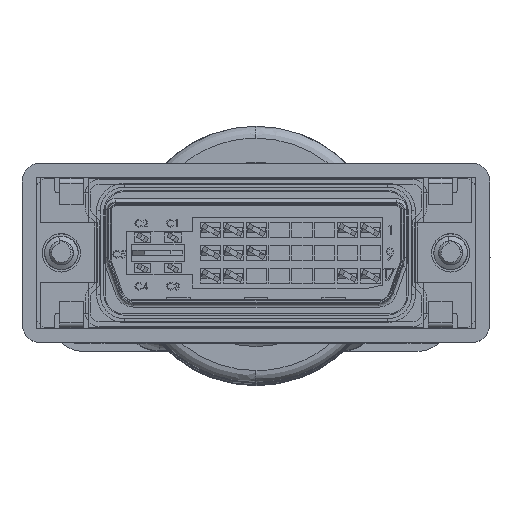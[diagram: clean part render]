
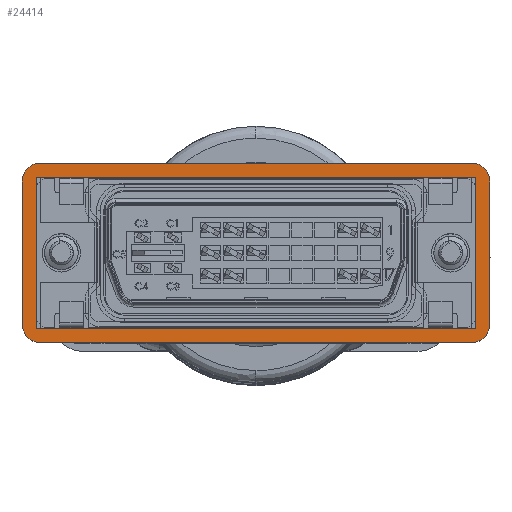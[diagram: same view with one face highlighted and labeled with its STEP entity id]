
A CAD part, top view. The second image highlights one B-rep face of the part: STEP entity #24414.
In plain terms, the highlighted face is planar.
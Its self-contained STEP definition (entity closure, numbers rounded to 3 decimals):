
#8998 = LINE ( 'NONE', #12131, #9003 ) ;
#9003 = VECTOR ( 'NONE', #12136, 1000. ) ;
#9012 = LINE ( 'NONE', #12151, #9021 ) ;
#9021 = VECTOR ( 'NONE', #12150, 1000. ) ;
#12131 = CARTESIAN_POINT ( 'NONE',  ( 19.5, -6.3, 0. ) ) ;
#12136 = DIRECTION ( 'NONE',  ( 1., 0., 0. ) ) ;
#12150 = DIRECTION ( 'NONE',  ( -1., 0., 0. ) ) ;
#12151 = CARTESIAN_POINT ( 'NONE',  ( 7., 6.3, 0. ) ) ;
#12828 = FACE_OUTER_BOUND ( 'NONE', #57333, .T. ) ;
#12830 = FACE_BOUND ( 'NONE', #57288, .T. ) ;
#16380 = DIRECTION ( 'NONE',  ( 0., 0., -1. ) ) ;
#16386 = CARTESIAN_POINT ( 'NONE',  ( 19.5, -7.5, 0. ) ) ;
#16390 = PLANE ( 'NONE',  #93986 ) ;
#16394 = DIRECTION ( 'NONE',  ( -1., 0., 0. ) ) ;
#24414 = ADVANCED_FACE ( 'NONE', ( #12828, #12830 ), #16390, .T. ) ;
#33913 = EDGE_CURVE ( 'NONE', #65657, #66248, #85952, .T. ) ;
#33919 = EDGE_CURVE ( 'NONE', #66250, #65680, #85954, .T. ) ;
#33923 = EDGE_CURVE ( 'NONE', #65594, #65595, #85962, .T. ) ;
#33928 = EDGE_CURVE ( 'NONE', #65595, #65762, #85966, .T. ) ;
#33934 = EDGE_CURVE ( 'NONE', #65762, #65771, #85971, .T. ) ;
#33936 = EDGE_CURVE ( 'NONE', #65771, #65681, #85973, .T. ) ;
#33943 = EDGE_CURVE ( 'NONE', #65681, #65850, #85978, .T. ) ;
#33945 = EDGE_CURVE ( 'NONE', #65850, #65859, #85980, .T. ) ;
#33951 = EDGE_CURVE ( 'NONE', #65859, #65845, #85985, .T. ) ;
#33953 = EDGE_CURVE ( 'NONE', #65845, #65594, #85987, .T. ) ;
#48693 = EDGE_CURVE ( 'NONE', #65680, #65657, #8998, .T. ) ;
#48713 = EDGE_CURVE ( 'NONE', #66248, #66250, #9012, .T. ) ;
#53479 = CARTESIAN_POINT ( 'NONE',  ( -18., 7.5, 0. ) ) ;
#53486 = CARTESIAN_POINT ( 'NONE',  ( 18., 7.5, 0. ) ) ;
#53518 = CARTESIAN_POINT ( 'NONE',  ( 18.35, -6.3, 0. ) ) ;
#53530 = CARTESIAN_POINT ( 'NONE',  ( -18.35, -6.3, 0. ) ) ;
#53531 = CARTESIAN_POINT ( 'NONE',  ( 18., -7.5, 0. ) ) ;
#53574 = CARTESIAN_POINT ( 'NONE',  ( 19.5, 6., 0. ) ) ;
#53579 = CARTESIAN_POINT ( 'NONE',  ( 19.5, -6., 0. ) ) ;
#53622 = CARTESIAN_POINT ( 'NONE',  ( -19.5, 6., 0. ) ) ;
#53625 = CARTESIAN_POINT ( 'NONE',  ( -18., -7.5, 0. ) ) ;
#53631 = CARTESIAN_POINT ( 'NONE',  ( -19.5, -6., 0. ) ) ;
#53844 = CARTESIAN_POINT ( 'NONE',  ( 18.35, 6.3, 0. ) ) ;
#53845 = CARTESIAN_POINT ( 'NONE',  ( -18.35, 6.3, 0. ) ) ;
#54882 = ORIENTED_EDGE ( 'NONE', *, *, #33951, .T. ) ;
#54883 = ORIENTED_EDGE ( 'NONE', *, *, #33953, .T. ) ;
#54884 = ORIENTED_EDGE ( 'NONE', *, *, #33923, .T. ) ;
#54885 = ORIENTED_EDGE ( 'NONE', *, *, #33928, .T. ) ;
#54886 = ORIENTED_EDGE ( 'NONE', *, *, #33934, .T. ) ;
#54887 = ORIENTED_EDGE ( 'NONE', *, *, #33936, .T. ) ;
#54888 = ORIENTED_EDGE ( 'NONE', *, *, #33943, .T. ) ;
#54889 = ORIENTED_EDGE ( 'NONE', *, *, #33945, .T. ) ;
#54890 = ORIENTED_EDGE ( 'NONE', *, *, #33919, .T. ) ;
#54891 = ORIENTED_EDGE ( 'NONE', *, *, #48693, .T. ) ;
#54892 = ORIENTED_EDGE ( 'NONE', *, *, #33913, .T. ) ;
#54893 = ORIENTED_EDGE ( 'NONE', *, *, #48713, .T. ) ;
#57288 = EDGE_LOOP ( 'NONE', ( #54890, #54891, #54892, #54893 ) ) ;
#57333 = EDGE_LOOP ( 'NONE', ( #54882, #54883, #54884, #54885, #54886, #54887, #54888, #54889 ) ) ;
#65594 = VERTEX_POINT ( 'NONE', #53479 ) ;
#65595 = VERTEX_POINT ( 'NONE', #53486 ) ;
#65657 = VERTEX_POINT ( 'NONE', #53518 ) ;
#65680 = VERTEX_POINT ( 'NONE', #53530 ) ;
#65681 = VERTEX_POINT ( 'NONE', #53531 ) ;
#65762 = VERTEX_POINT ( 'NONE', #53574 ) ;
#65771 = VERTEX_POINT ( 'NONE', #53579 ) ;
#65845 = VERTEX_POINT ( 'NONE', #53622 ) ;
#65850 = VERTEX_POINT ( 'NONE', #53625 ) ;
#65859 = VERTEX_POINT ( 'NONE', #53631 ) ;
#66248 = VERTEX_POINT ( 'NONE', #53844 ) ;
#66250 = VERTEX_POINT ( 'NONE', #53845 ) ;
#68922 = AXIS2_PLACEMENT_3D ( 'NONE', #85271, #85272, #87071 ) ;
#68924 = AXIS2_PLACEMENT_3D ( 'NONE', #87087, #87089, #87091 ) ;
#68926 = AXIS2_PLACEMENT_3D ( 'NONE', #87107, #87109, #87111 ) ;
#68928 = AXIS2_PLACEMENT_3D ( 'NONE', #87127, #87129, #87131 ) ;
#85252 = CARTESIAN_POINT ( 'NONE',  ( -18.35, -7.5, 0. ) ) ;
#85255 = CARTESIAN_POINT ( 'NONE',  ( 18.35, -7.5, 0. ) ) ;
#85257 = DIRECTION ( 'NONE',  ( 0., 1., 0. ) ) ;
#85262 = DIRECTION ( 'NONE',  ( 0., -1., 0. ) ) ;
#85265 = CARTESIAN_POINT ( 'NONE',  ( 19.5, 7.5, 0. ) ) ;
#85267 = DIRECTION ( 'NONE',  ( 1., 0., 0. ) ) ;
#85271 = CARTESIAN_POINT ( 'NONE',  ( 18., 6., 0. ) ) ;
#85272 = DIRECTION ( 'NONE',  ( 0., 0., -1. ) ) ;
#85952 = LINE ( 'NONE', #85255, #85955 ) ;
#85954 = LINE ( 'NONE', #85252, #85961 ) ;
#85955 = VECTOR ( 'NONE', #85257, 1000. ) ;
#85961 = VECTOR ( 'NONE', #85262, 1000. ) ;
#85962 = LINE ( 'NONE', #85265, #85965 ) ;
#85965 = VECTOR ( 'NONE', #85267, 1000. ) ;
#85966 = CIRCLE ( 'NONE', #68922, 1.5 ) ;
#85971 = LINE ( 'NONE', #87077, #85974 ) ;
#85973 = CIRCLE ( 'NONE', #68924, 1.5 ) ;
#85974 = VECTOR ( 'NONE', #87080, 1000. ) ;
#85978 = LINE ( 'NONE', #87098, #85981 ) ;
#85980 = CIRCLE ( 'NONE', #68926, 1.5 ) ;
#85981 = VECTOR ( 'NONE', #87100, 1000. ) ;
#85985 = LINE ( 'NONE', #87117, #85988 ) ;
#85987 = CIRCLE ( 'NONE', #68928, 1.5 ) ;
#85988 = VECTOR ( 'NONE', #87120, 1000. ) ;
#87071 = DIRECTION ( 'NONE',  ( -1., 0., 0. ) ) ;
#87077 = CARTESIAN_POINT ( 'NONE',  ( 19.5, -7.5, 0. ) ) ;
#87080 = DIRECTION ( 'NONE',  ( 0., -1., 0. ) ) ;
#87087 = CARTESIAN_POINT ( 'NONE',  ( 18., -6., 0. ) ) ;
#87089 = DIRECTION ( 'NONE',  ( 0., 0., -1. ) ) ;
#87091 = DIRECTION ( 'NONE',  ( -1., 0., 0. ) ) ;
#87098 = CARTESIAN_POINT ( 'NONE',  ( 19.5, -7.5, 0. ) ) ;
#87100 = DIRECTION ( 'NONE',  ( -1., 0., 0. ) ) ;
#87107 = CARTESIAN_POINT ( 'NONE',  ( -18., -6., 0. ) ) ;
#87109 = DIRECTION ( 'NONE',  ( 0., 0., -1. ) ) ;
#87111 = DIRECTION ( 'NONE',  ( -1., 0., 0. ) ) ;
#87117 = CARTESIAN_POINT ( 'NONE',  ( -19.5, -7.5, 0. ) ) ;
#87120 = DIRECTION ( 'NONE',  ( 0., 1., 0. ) ) ;
#87127 = CARTESIAN_POINT ( 'NONE',  ( -18., 6., 0. ) ) ;
#87129 = DIRECTION ( 'NONE',  ( 0., 0., -1. ) ) ;
#87131 = DIRECTION ( 'NONE',  ( -1., 0., 0. ) ) ;
#93986 = AXIS2_PLACEMENT_3D ( 'NONE', #16386, #16380, #16394 ) ;
